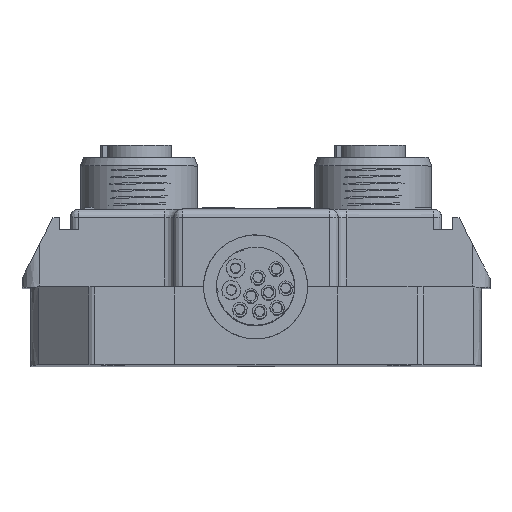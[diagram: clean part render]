
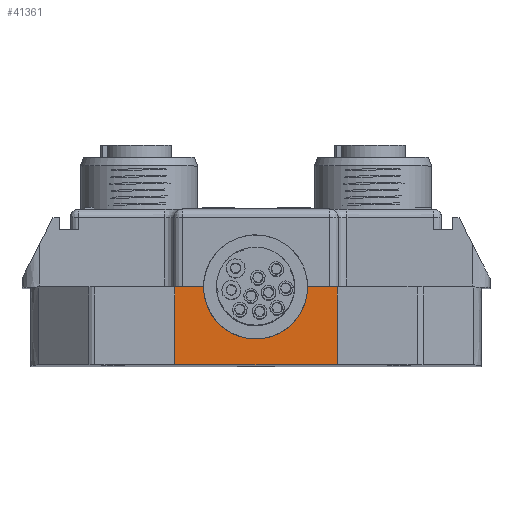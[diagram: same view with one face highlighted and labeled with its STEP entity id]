
A CAD part, top view. The second image highlights one B-rep face of the part: STEP entity #41361.
In plain terms, the highlighted free-form (B-spline) face has degree [1, 1] with [2, 2] control points.
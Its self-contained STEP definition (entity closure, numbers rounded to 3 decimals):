
#130=CARTESIAN_POINT('',(9.4,0.,-25.05));
#131=VERTEX_POINT('',#130);
#132=CARTESIAN_POINT('',(-9.4,0.,-25.05));
#133=VERTEX_POINT('',#132);
#134=CARTESIAN_POINT('',(9.4,0.,-25.05));
#135=CARTESIAN_POINT('',(-9.4,0.,-25.05));
#136=B_SPLINE_CURVE_WITH_KNOTS('',1,(#134,#135),.POLYLINE_FORM.,.F.,.U.,(2,2),(0.,1.),.UNSPECIFIED.);
#137=EDGE_CURVE('',#131,#133,#136,.T.);
#41206=CARTESIAN_POINT('',(-9.4,9.,-25.05));
#41207=VERTEX_POINT('',#41206);
#41208=CARTESIAN_POINT('',(-9.4,0.,-25.05));
#41209=CARTESIAN_POINT('',(-9.4,9.,-25.05));
#41210=B_SPLINE_CURVE_WITH_KNOTS('',1,(#41208,#41209),.POLYLINE_FORM.,.F.,.U.,(2,2),(0.,1.),.UNSPECIFIED.);
#41211=EDGE_CURVE('',#133,#41207,#41210,.T.);
#41227=CARTESIAN_POINT('',(9.4,9.,-25.05));
#41228=VERTEX_POINT('',#41227);
#41234=CARTESIAN_POINT('',(9.4,9.,-25.05));
#41235=CARTESIAN_POINT('',(9.4,0.,-25.05));
#41236=B_SPLINE_CURVE_WITH_KNOTS('',1,(#41234,#41235),.POLYLINE_FORM.,.F.,.U.,(2,2),(0.,1.),.UNSPECIFIED.);
#41237=EDGE_CURVE('',#41228,#131,#41236,.T.);
#41250=CARTESIAN_POINT('',(5.95,9.,-25.05));
#41251=VERTEX_POINT('',#41250);
#41257=CARTESIAN_POINT('',(5.95,9.,-25.05));
#41258=CARTESIAN_POINT('',(9.4,9.,-25.05));
#41259=B_SPLINE_CURVE_WITH_KNOTS('',1,(#41257,#41258),.POLYLINE_FORM.,.F.,.U.,(2,2),(0.,1.),.UNSPECIFIED.);
#41260=EDGE_CURVE('',#41251,#41228,#41259,.T.);
#41313=CARTESIAN_POINT('',(-6.05,9.,-25.05));
#41314=VERTEX_POINT('',#41313);
#41320=CARTESIAN_POINT('',(-6.05,9.,-25.05));
#41321=CARTESIAN_POINT('',(-6.05,3.,-25.05));
#41322=CARTESIAN_POINT('',(-0.05,3.,-25.05));
#41323=CARTESIAN_POINT('',(5.95,3.,-25.05));
#41324=CARTESIAN_POINT('',(5.95,9.,-25.05));
#41325=(BOUNDED_CURVE()B_SPLINE_CURVE(2,(#41320,#41321,#41322,#41323,#41324),.CIRCULAR_ARC.,.F.,.U.)B_SPLINE_CURVE_WITH_KNOTS((3,2,3),(0.,0.5,1.),.UNSPECIFIED.)CURVE()GEOMETRIC_REPRESENTATION_ITEM()RATIONAL_B_SPLINE_CURVE((1.,0.707,1.,0.707,1.))REPRESENTATION_ITEM(''));
#41326=EDGE_CURVE('',#41314,#41251,#41325,.T.);
#41339=CARTESIAN_POINT('',(-9.4,9.,-25.05));
#41340=CARTESIAN_POINT('',(-6.05,9.,-25.05));
#41341=B_SPLINE_CURVE_WITH_KNOTS('',1,(#41339,#41340),.POLYLINE_FORM.,.F.,.U.,(2,2),(0.,1.),.UNSPECIFIED.);
#41342=EDGE_CURVE('',#41207,#41314,#41341,.T.);
#41348=CARTESIAN_POINT('',(25.294,34.344,-25.05));
#41349=CARTESIAN_POINT('',(25.294,-16.344,-25.05));
#41350=CARTESIAN_POINT('',(-25.394,34.344,-25.05));
#41351=CARTESIAN_POINT('',(-25.394,-16.344,-25.05));
#41352=B_SPLINE_SURFACE_WITH_KNOTS('',1,1,((#41348,#41349),(#41350,#41351)),.PLANE_SURF.,.F.,.F.,.U.,(2,2),(2,2),(0.,1.),(0.,1.),.UNSPECIFIED.);
#41353=ORIENTED_EDGE('',*,*,#41211,.F.);
#41354=ORIENTED_EDGE('',*,*,#137,.F.);
#41355=ORIENTED_EDGE('',*,*,#41237,.F.);
#41356=ORIENTED_EDGE('',*,*,#41260,.F.);
#41357=ORIENTED_EDGE('',*,*,#41326,.F.);
#41358=ORIENTED_EDGE('',*,*,#41342,.F.);
#41359=EDGE_LOOP('',(#41353,#41354,#41355,#41356,#41357,#41358));
#41360=FACE_OUTER_BOUND('',#41359,.T.);
#41361=ADVANCED_FACE('',(#41360),#41352,.T.);
